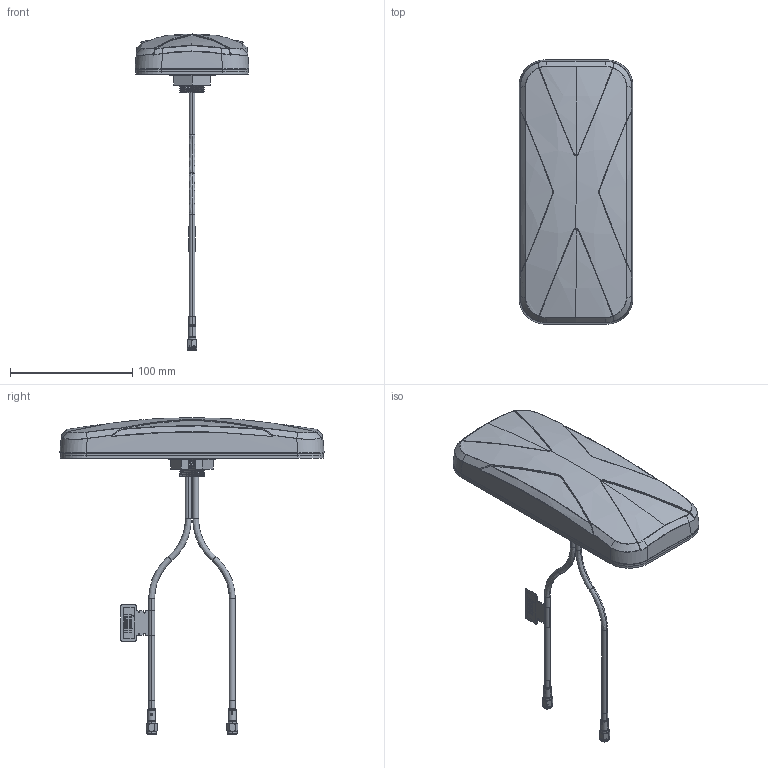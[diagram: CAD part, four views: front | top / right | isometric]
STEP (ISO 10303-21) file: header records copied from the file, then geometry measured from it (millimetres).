
FILE_DESCRIPTION (( 'STEP AP214' ), '1' );
FILE_NAME ('MA412.A.BI.003_Webside.STEP', '2019-12-26T09:42:21', ( '' ), ( '' ), 'SwSTEP 2.0', 'SolidWorks 2017', '' );
FILE_SCHEMA (( 'AUTOMOTIVE_DESIGN' ));
Length unit declared in the file: millimetre
Products named in the file (1): MA412.A.BI.003_Webside
Bounding box: 93.25 x 216.24 x 258.57 mm (x, y, z)
Surface area: 103095.8 mm2 (no closed solid volume)
Topology: 0 solids, 34 shells, 330 faces, 1046 edges, 713 vertices
Faces by surface type: cylinder 123, bspline 113, plane 79, cone 12, torus 3
Full cylindrical faces by diameter (mm): 6.4 x2
Entity records: 33395 total; most frequent: CARTESIAN_POINT 25418, ORIENTED_EDGE 1636, DIRECTION 1241, EDGE_CURVE 1009, VERTEX_POINT 713, AXIS2_PLACEMENT_3D 414, LINE 413, VECTOR 413
